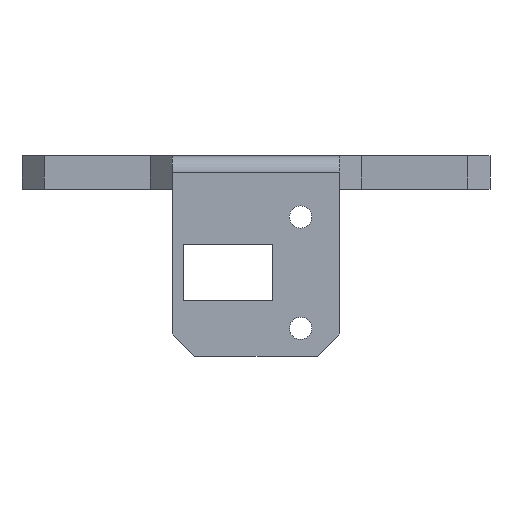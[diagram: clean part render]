
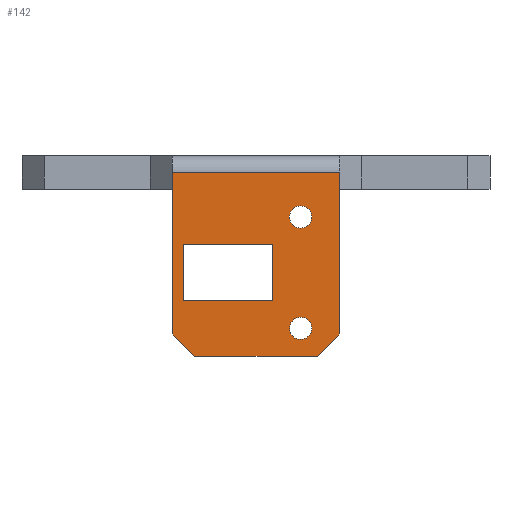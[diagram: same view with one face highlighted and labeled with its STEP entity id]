
A CAD part, front view. The second image highlights one B-rep face of the part: STEP entity #142.
In plain terms, the highlighted planar face has unit normal (0, -1, 0).
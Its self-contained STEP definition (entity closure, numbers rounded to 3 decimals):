
#142 = ADVANCED_FACE ( 'NONE', ( #2549, #1450, #2282, #422 ), #2113, .T. ) ;
#150 = AXIS2_PLACEMENT_3D ( 'NONE', #370, #1021, #1214 ) ;
#153 = CARTESIAN_POINT ( 'NONE',  ( 12.514, -31.079, 38.438 ) ) ;
#156 = CARTESIAN_POINT ( 'NONE',  ( 0., -31.079, 35.963 ) ) ;
#190 = CARTESIAN_POINT ( 'NONE',  ( 16.014, -31.079, 42.438 ) ) ;
#213 = VERTEX_POINT ( 'NONE', #190 ) ;
#225 = VECTOR ( 'NONE', #786, 1000. ) ;
#230 = LINE ( 'NONE', #1715, #2565 ) ;
#255 = LINE ( 'NONE', #1100, #1381 ) ;
#264 = VECTOR ( 'NONE', #698, 1000. ) ;
#293 = ORIENTED_EDGE ( 'NONE', *, *, #1384, .F. ) ;
#302 = EDGE_CURVE ( 'NONE', #2455, #1918, #255, .T. ) ;
#304 = ORIENTED_EDGE ( 'NONE', *, *, #302, .F. ) ;
#321 = VERTEX_POINT ( 'NONE', #671 ) ;
#357 = CARTESIAN_POINT ( 'NONE',  ( 11.514, -31.079, 38.438 ) ) ;
#370 = CARTESIAN_POINT ( 'NONE',  ( 0., -31.079, 0. ) ) ;
#381 = DIRECTION ( 'NONE',  ( 0., 0., -1. ) ) ;
#420 = ORIENTED_EDGE ( 'NONE', *, *, #1895, .T. ) ;
#422 = FACE_OUTER_BOUND ( 'NONE', #1571, .T. ) ;
#449 = VERTEX_POINT ( 'NONE', #2689 ) ;
#472 = CARTESIAN_POINT ( 'NONE',  ( 1.014, -31.079, 25.938 ) ) ;
#495 = CARTESIAN_POINT ( 'NONE',  ( 12.514, -31.079, 28.438 ) ) ;
#504 = LINE ( 'NONE', #1305, #264 ) ;
#509 = DIRECTION ( 'NONE',  ( 1., 0., 0. ) ) ;
#544 = EDGE_CURVE ( 'NONE', #690, #2455, #2759, .T. ) ;
#603 = ORIENTED_EDGE ( 'NONE', *, *, #1804, .T. ) ;
#640 = VERTEX_POINT ( 'NONE', #1265 ) ;
#671 = CARTESIAN_POINT ( 'NONE',  ( 1.014, -31.079, 42.438 ) ) ;
#690 = VERTEX_POINT ( 'NONE', #1312 ) ;
#693 = DIRECTION ( 'NONE',  ( -1., 0., 0. ) ) ;
#698 = DIRECTION ( 'NONE',  ( 0.707, 0., 0.707 ) ) ;
#728 = VERTEX_POINT ( 'NONE', #855 ) ;
#782 = CARTESIAN_POINT ( 'NONE',  ( 2.039, -31.079, 0. ) ) ;
#786 = DIRECTION ( 'NONE',  ( 1., 0., 0. ) ) ;
#798 = CIRCLE ( 'NONE', #1150, 1. ) ;
#824 = CARTESIAN_POINT ( 'NONE',  ( 16.014, -31.079, 40.938 ) ) ;
#841 = VECTOR ( 'NONE', #1626, 1000. ) ;
#845 = CIRCLE ( 'NONE', #1725, 1. ) ;
#855 = CARTESIAN_POINT ( 'NONE',  ( 13.514, -31.079, 28.438 ) ) ;
#856 = DIRECTION ( 'NONE',  ( 0., -1., 0. ) ) ;
#888 = EDGE_CURVE ( 'NONE', #1221, #1545, #1608, .T. ) ;
#910 = DIRECTION ( 'NONE',  ( 0., 0., 1. ) ) ;
#920 = VECTOR ( 'NONE', #2338, 1000. ) ;
#973 = CARTESIAN_POINT ( 'NONE',  ( 1.014, -31.079, 43.938 ) ) ;
#1006 = CIRCLE ( 'NONE', #1764, 1. ) ;
#1021 = DIRECTION ( 'NONE',  ( 0., -1., 0. ) ) ;
#1050 = VERTEX_POINT ( 'NONE', #1186 ) ;
#1100 = CARTESIAN_POINT ( 'NONE',  ( 10.039, -31.079, 0. ) ) ;
#1118 = EDGE_LOOP ( 'NONE', ( #2281, #1472, #2712, #304 ) ) ;
#1122 = DIRECTION ( 'NONE',  ( 0., -1., 0. ) ) ;
#1123 = CARTESIAN_POINT ( 'NONE',  ( 11.514, -31.079, 28.438 ) ) ;
#1132 = VECTOR ( 'NONE', #2256, 1000. ) ;
#1150 = AXIS2_PLACEMENT_3D ( 'NONE', #1908, #856, #2147 ) ;
#1178 = DIRECTION ( 'NONE',  ( 0., -1., 0. ) ) ;
#1185 = EDGE_CURVE ( 'NONE', #1050, #213, #1655, .T. ) ;
#1186 = CARTESIAN_POINT ( 'NONE',  ( 16.014, -31.079, 27.938 ) ) ;
#1214 = DIRECTION ( 'NONE',  ( 1., 0., 0. ) ) ;
#1221 = VERTEX_POINT ( 'NONE', #1693 ) ;
#1265 = CARTESIAN_POINT ( 'NONE',  ( 2.039, -31.079, 35.963 ) ) ;
#1269 = EDGE_CURVE ( 'NONE', #1611, #449, #1681, .T. ) ;
#1272 = CARTESIAN_POINT ( 'NONE',  ( 1.014, -31.079, 27.938 ) ) ;
#1305 = CARTESIAN_POINT ( 'NONE',  ( -5.962, -31.079, 5.962 ) ) ;
#1311 = CARTESIAN_POINT ( 'NONE',  ( 10.039, -31.079, 30.913 ) ) ;
#1312 = CARTESIAN_POINT ( 'NONE',  ( 2.039, -31.079, 30.913 ) ) ;
#1362 = LINE ( 'NONE', #2228, #1132 ) ;
#1381 = VECTOR ( 'NONE', #910, 1000. ) ;
#1384 = EDGE_CURVE ( 'NONE', #2639, #728, #1006, .T. ) ;
#1434 = ORIENTED_EDGE ( 'NONE', *, *, #888, .F. ) ;
#1447 = CARTESIAN_POINT ( 'NONE',  ( 0., -31.079, 30.913 ) ) ;
#1450 = FACE_BOUND ( 'NONE', #2320, .T. ) ;
#1458 = VECTOR ( 'NONE', #381, 1000. ) ;
#1472 = ORIENTED_EDGE ( 'NONE', *, *, #2422, .F. ) ;
#1491 = EDGE_CURVE ( 'NONE', #213, #321, #1362, .T. ) ;
#1545 = VERTEX_POINT ( 'NONE', #357 ) ;
#1571 = EDGE_LOOP ( 'NONE', ( #2426, #603, #2595, #2263, #420, #1669 ) ) ;
#1608 = CIRCLE ( 'NONE', #2104, 1. ) ;
#1611 = VERTEX_POINT ( 'NONE', #1635 ) ;
#1626 = DIRECTION ( 'NONE',  ( 0., 0., -1. ) ) ;
#1635 = CARTESIAN_POINT ( 'NONE',  ( 3.014, -31.079, 25.938 ) ) ;
#1655 = LINE ( 'NONE', #824, #2344 ) ;
#1669 = ORIENTED_EDGE ( 'NONE', *, *, #1714, .T. ) ;
#1681 = LINE ( 'NONE', #472, #920 ) ;
#1693 = CARTESIAN_POINT ( 'NONE',  ( 13.514, -31.079, 38.438 ) ) ;
#1714 = EDGE_CURVE ( 'NONE', #2557, #1611, #230, .T. ) ;
#1715 = CARTESIAN_POINT ( 'NONE',  ( 14.476, -31.079, 14.476 ) ) ;
#1725 = AXIS2_PLACEMENT_3D ( 'NONE', #2181, #1996, #1954 ) ;
#1764 = AXIS2_PLACEMENT_3D ( 'NONE', #495, #1122, #509 ) ;
#1804 = EDGE_CURVE ( 'NONE', #449, #1050, #504, .T. ) ;
#1808 = EDGE_CURVE ( 'NONE', #1545, #1221, #845, .T. ) ;
#1850 = DIRECTION ( 'NONE',  ( 1., 0., 0. ) ) ;
#1895 = EDGE_CURVE ( 'NONE', #321, #2557, #2265, .T. ) ;
#1908 = CARTESIAN_POINT ( 'NONE',  ( 12.514, -31.079, 28.438 ) ) ;
#1918 = VERTEX_POINT ( 'NONE', #2690 ) ;
#1954 = DIRECTION ( 'NONE',  ( 1., 0., 0. ) ) ;
#1970 = ORIENTED_EDGE ( 'NONE', *, *, #1808, .F. ) ;
#1996 = DIRECTION ( 'NONE',  ( 0., -1., 0. ) ) ;
#2059 = DIRECTION ( 'NONE',  ( 0., 0., 1. ) ) ;
#2083 = VECTOR ( 'NONE', #693, 1000. ) ;
#2098 = DIRECTION ( 'NONE',  ( 0.707, 0., -0.707 ) ) ;
#2104 = AXIS2_PLACEMENT_3D ( 'NONE', #153, #1178, #1850 ) ;
#2113 = PLANE ( 'NONE',  #150 ) ;
#2116 = EDGE_CURVE ( 'NONE', #728, #2639, #798, .T. ) ;
#2147 = DIRECTION ( 'NONE',  ( 1., 0., 0. ) ) ;
#2181 = CARTESIAN_POINT ( 'NONE',  ( 12.514, -31.079, 38.438 ) ) ;
#2228 = CARTESIAN_POINT ( 'NONE',  ( 1.014, -31.079, 42.438 ) ) ;
#2234 = EDGE_LOOP ( 'NONE', ( #2654, #293 ) ) ;
#2256 = DIRECTION ( 'NONE',  ( -1., 0., 0. ) ) ;
#2263 = ORIENTED_EDGE ( 'NONE', *, *, #1491, .T. ) ;
#2265 = LINE ( 'NONE', #973, #1458 ) ;
#2277 = LINE ( 'NONE', #156, #2083 ) ;
#2281 = ORIENTED_EDGE ( 'NONE', *, *, #544, .F. ) ;
#2282 = FACE_BOUND ( 'NONE', #2234, .T. ) ;
#2320 = EDGE_LOOP ( 'NONE', ( #1434, #1970 ) ) ;
#2338 = DIRECTION ( 'NONE',  ( 1., 0., 0. ) ) ;
#2344 = VECTOR ( 'NONE', #2059, 1000. ) ;
#2422 = EDGE_CURVE ( 'NONE', #640, #690, #2698, .T. ) ;
#2426 = ORIENTED_EDGE ( 'NONE', *, *, #1269, .T. ) ;
#2441 = EDGE_CURVE ( 'NONE', #1918, #640, #2277, .T. ) ;
#2455 = VERTEX_POINT ( 'NONE', #1311 ) ;
#2549 = FACE_BOUND ( 'NONE', #1118, .T. ) ;
#2557 = VERTEX_POINT ( 'NONE', #1272 ) ;
#2565 = VECTOR ( 'NONE', #2098, 1000. ) ;
#2595 = ORIENTED_EDGE ( 'NONE', *, *, #1185, .T. ) ;
#2639 = VERTEX_POINT ( 'NONE', #1123 ) ;
#2654 = ORIENTED_EDGE ( 'NONE', *, *, #2116, .F. ) ;
#2689 = CARTESIAN_POINT ( 'NONE',  ( 14.014, -31.079, 25.938 ) ) ;
#2690 = CARTESIAN_POINT ( 'NONE',  ( 10.039, -31.079, 35.963 ) ) ;
#2698 = LINE ( 'NONE', #782, #841 ) ;
#2712 = ORIENTED_EDGE ( 'NONE', *, *, #2441, .F. ) ;
#2759 = LINE ( 'NONE', #1447, #225 ) ;
